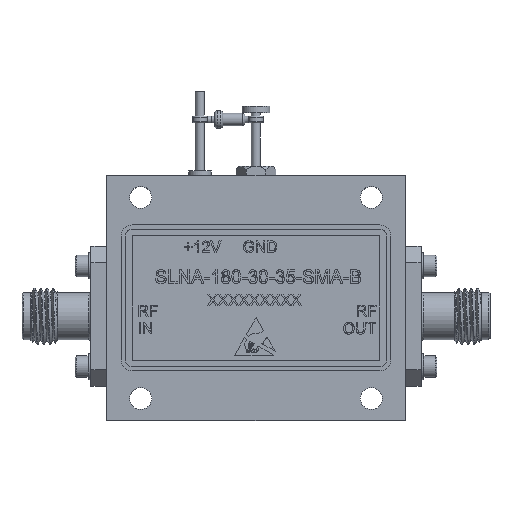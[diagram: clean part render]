
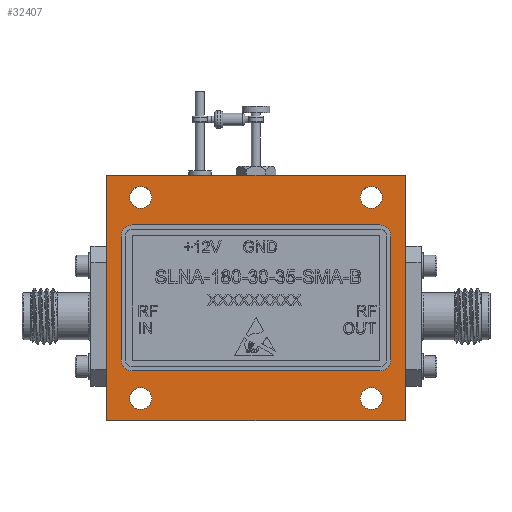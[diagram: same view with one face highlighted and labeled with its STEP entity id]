
A CAD part, top view. The second image highlights one B-rep face of the part: STEP entity #32407.
In plain terms, the highlighted planar face has unit normal (0, 0, 1).
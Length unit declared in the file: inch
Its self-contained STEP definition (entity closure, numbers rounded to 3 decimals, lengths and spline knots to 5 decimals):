
#233 = VECTOR ( 'NONE', #20352, 39.37008 ) ;
#472 = ORIENTED_EDGE ( 'NONE', *, *, #31643, .T. ) ;
#932 = LINE ( 'NONE', #23418, #12204 ) ;
#972 = EDGE_CURVE ( 'NONE', #17558, #7937, #19566, .T. ) ;
#976 = FACE_BOUND ( 'NONE', #7090, .T. ) ;
#1024 = ORIENTED_EDGE ( 'NONE', *, *, #32033, .F. ) ;
#1180 = VERTEX_POINT ( 'NONE', #5114 ) ;
#1622 = CIRCLE ( 'NONE', #14742, 0.049 ) ;
#1724 = AXIS2_PLACEMENT_3D ( 'NONE', #11346, #20676, #8108 ) ;
#1817 = DIRECTION ( 'NONE',  ( 0., 1., 0. ) ) ;
#2401 = ORIENTED_EDGE ( 'NONE', *, *, #972, .F. ) ;
#3484 = CARTESIAN_POINT ( 'NONE',  ( 0.6665, 0.5465, 0.191 ) ) ;
#3743 = DIRECTION ( 'NONE',  ( 1., 0., 0. ) ) ;
#4330 = DIRECTION ( 'NONE',  ( 1., 0., 0. ) ) ;
#4370 = DIRECTION ( 'NONE',  ( 0., 0., 1. ) ) ;
#4943 = ORIENTED_EDGE ( 'NONE', *, *, #11762, .F. ) ;
#5114 = CARTESIAN_POINT ( 'NONE',  ( -0.6665, -0.5465, 0.191 ) ) ;
#5282 = DIRECTION ( 'NONE',  ( -1., 0., 0. ) ) ;
#5814 = EDGE_LOOP ( 'NONE', ( #13575 ) ) ;
#6352 = ORIENTED_EDGE ( 'NONE', *, *, #29473, .F. ) ;
#6419 = AXIS2_PLACEMENT_3D ( 'NONE', #36604, #4370, #3743 ) ;
#6870 = LINE ( 'NONE', #23100, #38117 ) ;
#7090 = EDGE_LOOP ( 'NONE', ( #6352, #2401, #4943, #7447, #33977, #18555, #1024, #18097 ) ) ;
#7160 = DIRECTION ( 'NONE',  ( 1., 0., 0. ) ) ;
#7175 = CIRCLE ( 'NONE', #25102, 0.049 ) ;
#7247 = FACE_BOUND ( 'NONE', #36303, .T. ) ;
#7309 = VERTEX_POINT ( 'NONE', #33486 ) ;
#7447 = ORIENTED_EDGE ( 'NONE', *, *, #21792, .F. ) ;
#7789 = CARTESIAN_POINT ( 'NONE',  ( -0.55198, -0.32561, 0.191 ) ) ;
#7937 = VERTEX_POINT ( 'NONE', #31000 ) ;
#8108 = DIRECTION ( 'NONE',  ( 1., 0., 0. ) ) ;
#9120 = AXIS2_PLACEMENT_3D ( 'NONE', #34690, #18468, #5282 ) ;
#9571 = LINE ( 'NONE', #9776, #32096 ) ;
#9776 = CARTESIAN_POINT ( 'NONE',  ( -0.55198, 0.32561, 0.191 ) ) ;
#9875 = CARTESIAN_POINT ( 'NONE',  ( -0.60198, -0.27561, 0.191 ) ) ;
#10068 = VERTEX_POINT ( 'NONE', #3484 ) ;
#10390 = DIRECTION ( 'NONE',  ( 0., 0., 1. ) ) ;
#10403 = ORIENTED_EDGE ( 'NONE', *, *, #35992, .F. ) ;
#10549 = CARTESIAN_POINT ( 'NONE',  ( 0.5635, -0.4485, 0.191 ) ) ;
#10901 = EDGE_CURVE ( 'NONE', #1180, #16501, #33734, .T. ) ;
#11118 = CARTESIAN_POINT ( 'NONE',  ( 0.55198, -0.32561, 0.191 ) ) ;
#11346 = CARTESIAN_POINT ( 'NONE',  ( 0.55198, -0.27561, 0.191 ) ) ;
#11548 = VECTOR ( 'NONE', #31775, 39.37008 ) ;
#11587 = ORIENTED_EDGE ( 'NONE', *, *, #35287, .F. ) ;
#11762 = EDGE_CURVE ( 'NONE', #21409, #17558, #6870, .T. ) ;
#11830 = EDGE_LOOP ( 'NONE', ( #39619 ) ) ;
#12065 = DIRECTION ( 'NONE',  ( 0., 1., 0. ) ) ;
#12204 = VECTOR ( 'NONE', #14138, 39.37008 ) ;
#12987 = CIRCLE ( 'NONE', #18481, 0.049 ) ;
#13358 = CARTESIAN_POINT ( 'NONE',  ( -0.55198, 0.27561, 0.191 ) ) ;
#13575 = ORIENTED_EDGE ( 'NONE', *, *, #29641, .F. ) ;
#14089 = DIRECTION ( 'NONE',  ( 1., 0., 0. ) ) ;
#14138 = DIRECTION ( 'NONE',  ( 0., -1., 0. ) ) ;
#14742 = AXIS2_PLACEMENT_3D ( 'NONE', #30335, #37472, #40737 ) ;
#14906 = ORIENTED_EDGE ( 'NONE', *, *, #10901, .T. ) ;
#15312 = VECTOR ( 'NONE', #12065, 39.37008 ) ;
#15364 = CIRCLE ( 'NONE', #33998, 0.05 ) ;
#16216 = VERTEX_POINT ( 'NONE', #32214 ) ;
#16501 = VERTEX_POINT ( 'NONE', #16795 ) ;
#16661 = EDGE_LOOP ( 'NONE', ( #10403 ) ) ;
#16795 = CARTESIAN_POINT ( 'NONE',  ( 0.6665, -0.5465, 0.191 ) ) ;
#17319 = CARTESIAN_POINT ( 'NONE',  ( -0.5145, -0.4485, 0.191 ) ) ;
#17509 = ORIENTED_EDGE ( 'NONE', *, *, #28069, .T. ) ;
#17558 = VERTEX_POINT ( 'NONE', #9875 ) ;
#17683 = VERTEX_POINT ( 'NONE', #38765 ) ;
#17799 = EDGE_CURVE ( 'NONE', #17683, #30961, #15364, .T. ) ;
#18097 = ORIENTED_EDGE ( 'NONE', *, *, #30054, .F. ) ;
#18129 = CARTESIAN_POINT ( 'NONE',  ( 0.6665, -0.5465, 0.191 ) ) ;
#18468 = DIRECTION ( 'NONE',  ( 0., 0., -1. ) ) ;
#18481 = AXIS2_PLACEMENT_3D ( 'NONE', #36535, #23127, #39594 ) ;
#18555 = ORIENTED_EDGE ( 'NONE', *, *, #17799, .F. ) ;
#19566 = CIRCLE ( 'NONE', #6419, 0.05 ) ;
#19722 = DIRECTION ( 'NONE',  ( 0., 0., 1. ) ) ;
#19932 = LINE ( 'NONE', #36580, #233 ) ;
#20063 = DIRECTION ( 'NONE',  ( 0., -1., 0. ) ) ;
#20352 = DIRECTION ( 'NONE',  ( -1., 0., 0. ) ) ;
#20445 = FACE_BOUND ( 'NONE', #16661, .T. ) ;
#20652 = PLANE ( 'NONE',  #9120 ) ;
#20676 = DIRECTION ( 'NONE',  ( 0., 0., 1. ) ) ;
#20850 = VECTOR ( 'NONE', #1817, 39.37008 ) ;
#21141 = DIRECTION ( 'NONE',  ( 0., 0., 1. ) ) ;
#21409 = VERTEX_POINT ( 'NONE', #39607 ) ;
#21675 = AXIS2_PLACEMENT_3D ( 'NONE', #13358, #33679, #39977 ) ;
#21792 = EDGE_CURVE ( 'NONE', #24212, #21409, #38972, .T. ) ;
#22675 = ORIENTED_EDGE ( 'NONE', *, *, #35653, .T. ) ;
#23100 = CARTESIAN_POINT ( 'NONE',  ( -0.60198, -0.27561, 0.191 ) ) ;
#23127 = DIRECTION ( 'NONE',  ( 0., 0., 1. ) ) ;
#23418 = CARTESIAN_POINT ( 'NONE',  ( -0.6665, -0.5465, 0.191 ) ) ;
#23507 = CARTESIAN_POINT ( 'NONE',  ( 0.5635, 0.4485, 0.191 ) ) ;
#23672 = FACE_OUTER_BOUND ( 'NONE', #29826, .T. ) ;
#24212 = VERTEX_POINT ( 'NONE', #30747 ) ;
#24380 = CARTESIAN_POINT ( 'NONE',  ( 0.5145, -0.4485, 0.191 ) ) ;
#25102 = AXIS2_PLACEMENT_3D ( 'NONE', #24380, #21141, #41468 ) ;
#25175 = AXIS2_PLACEMENT_3D ( 'NONE', #17319, #10390, #14089 ) ;
#25690 = LINE ( 'NONE', #18129, #15312 ) ;
#26371 = VECTOR ( 'NONE', #4330, 39.37008 ) ;
#27225 = VERTEX_POINT ( 'NONE', #34077 ) ;
#27244 = CIRCLE ( 'NONE', #25175, 0.049 ) ;
#27644 = CARTESIAN_POINT ( 'NONE',  ( -0.6665, -0.5465, 0.191 ) ) ;
#28069 = EDGE_CURVE ( 'NONE', #38298, #1180, #932, .T. ) ;
#29473 = EDGE_CURVE ( 'NONE', #7937, #37988, #31350, .T. ) ;
#29641 = EDGE_CURVE ( 'NONE', #16216, #16216, #12987, .T. ) ;
#29797 = VERTEX_POINT ( 'NONE', #23507 ) ;
#29826 = EDGE_LOOP ( 'NONE', ( #472, #22675, #17509, #14906 ) ) ;
#29961 = CARTESIAN_POINT ( 'NONE',  ( 0.55198, 0.32561, 0.191 ) ) ;
#30054 = EDGE_CURVE ( 'NONE', #37988, #27225, #36459, .T. ) ;
#30335 = CARTESIAN_POINT ( 'NONE',  ( 0.5145, 0.4485, 0.191 ) ) ;
#30548 = CARTESIAN_POINT ( 'NONE',  ( -0.6665, 0.5465, 0.191 ) ) ;
#30747 = CARTESIAN_POINT ( 'NONE',  ( -0.55198, 0.32561, 0.191 ) ) ;
#30961 = VERTEX_POINT ( 'NONE', #29961 ) ;
#31000 = CARTESIAN_POINT ( 'NONE',  ( -0.55198, -0.32561, 0.191 ) ) ;
#31350 = LINE ( 'NONE', #7789, #11548 ) ;
#31430 = LINE ( 'NONE', #31645, #20850 ) ;
#31643 = EDGE_CURVE ( 'NONE', #16501, #10068, #25690, .T. ) ;
#31645 = CARTESIAN_POINT ( 'NONE',  ( 0.60198, -0.27561, 0.191 ) ) ;
#31775 = DIRECTION ( 'NONE',  ( 1., 0., 0. ) ) ;
#32033 = EDGE_CURVE ( 'NONE', #27225, #17683, #31430, .T. ) ;
#32096 = VECTOR ( 'NONE', #39432, 39.37008 ) ;
#32214 = CARTESIAN_POINT ( 'NONE',  ( -0.4655, 0.4485, 0.191 ) ) ;
#32407 = ADVANCED_FACE ( 'NONE', ( #976, #23672, #36879, #7247, #20445, #33640 ), #20652, .F. ) ;
#33486 = CARTESIAN_POINT ( 'NONE',  ( -0.4655, -0.4485, 0.191 ) ) ;
#33640 = FACE_BOUND ( 'NONE', #11830, .T. ) ;
#33679 = DIRECTION ( 'NONE',  ( 0., 0., 1. ) ) ;
#33734 = LINE ( 'NONE', #27644, #26371 ) ;
#33977 = ORIENTED_EDGE ( 'NONE', *, *, #41377, .F. ) ;
#33998 = AXIS2_PLACEMENT_3D ( 'NONE', #36380, #19722, #7160 ) ;
#34077 = CARTESIAN_POINT ( 'NONE',  ( 0.60198, -0.27561, 0.191 ) ) ;
#34690 = CARTESIAN_POINT ( 'NONE',  ( 0., 0., 0.191 ) ) ;
#35287 = EDGE_CURVE ( 'NONE', #29797, #29797, #1622, .T. ) ;
#35653 = EDGE_CURVE ( 'NONE', #10068, #38298, #19932, .T. ) ;
#35992 = EDGE_CURVE ( 'NONE', #39574, #39574, #7175, .T. ) ;
#36303 = EDGE_LOOP ( 'NONE', ( #11587 ) ) ;
#36380 = CARTESIAN_POINT ( 'NONE',  ( 0.55198, 0.27561, 0.191 ) ) ;
#36459 = CIRCLE ( 'NONE', #1724, 0.05 ) ;
#36535 = CARTESIAN_POINT ( 'NONE',  ( -0.5145, 0.4485, 0.191 ) ) ;
#36580 = CARTESIAN_POINT ( 'NONE',  ( -0.6665, 0.5465, 0.191 ) ) ;
#36604 = CARTESIAN_POINT ( 'NONE',  ( -0.55198, -0.27561, 0.191 ) ) ;
#36879 = FACE_BOUND ( 'NONE', #5814, .T. ) ;
#37472 = DIRECTION ( 'NONE',  ( 0., 0., 1. ) ) ;
#37988 = VERTEX_POINT ( 'NONE', #11118 ) ;
#38117 = VECTOR ( 'NONE', #20063, 39.37008 ) ;
#38298 = VERTEX_POINT ( 'NONE', #30548 ) ;
#38662 = EDGE_CURVE ( 'NONE', #7309, #7309, #27244, .T. ) ;
#38765 = CARTESIAN_POINT ( 'NONE',  ( 0.60198, 0.27561, 0.191 ) ) ;
#38972 = CIRCLE ( 'NONE', #21675, 0.05 ) ;
#39432 = DIRECTION ( 'NONE',  ( -1., 0., 0. ) ) ;
#39574 = VERTEX_POINT ( 'NONE', #10549 ) ;
#39594 = DIRECTION ( 'NONE',  ( 1., 0., 0. ) ) ;
#39607 = CARTESIAN_POINT ( 'NONE',  ( -0.60198, 0.27561, 0.191 ) ) ;
#39619 = ORIENTED_EDGE ( 'NONE', *, *, #38662, .F. ) ;
#39977 = DIRECTION ( 'NONE',  ( -1., 0., 0. ) ) ;
#40737 = DIRECTION ( 'NONE',  ( 1., 0., 0. ) ) ;
#41377 = EDGE_CURVE ( 'NONE', #30961, #24212, #9571, .T. ) ;
#41468 = DIRECTION ( 'NONE',  ( 1., 0., 0. ) ) ;
